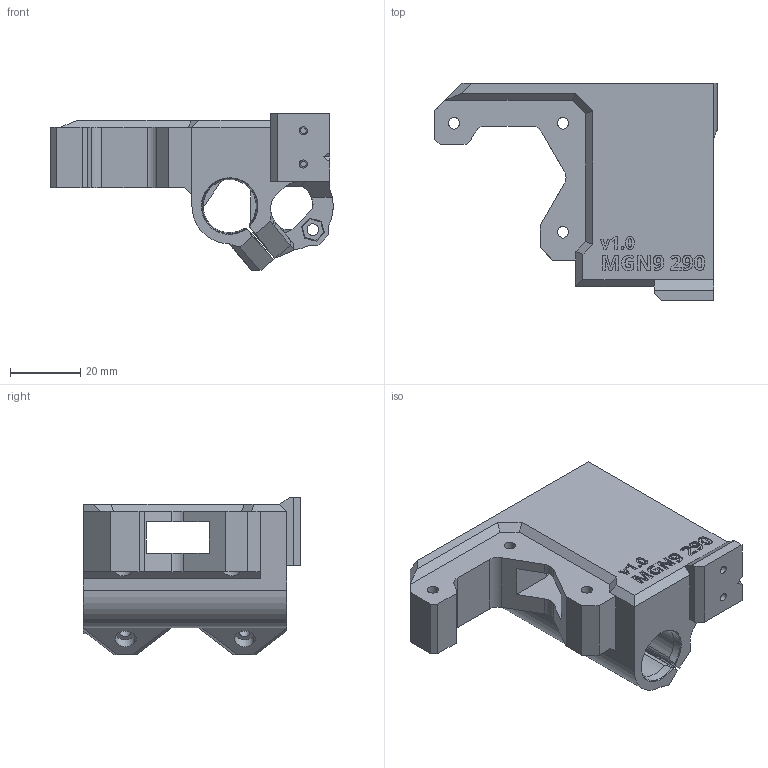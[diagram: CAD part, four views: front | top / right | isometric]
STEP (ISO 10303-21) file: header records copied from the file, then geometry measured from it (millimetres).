
FILE_DESCRIPTION(/* description */ ('STEP AP242','CAx-IF Rec.Pracs.---Representation and Presentation of Product Manufacturing Information (PMI)---4.0---2014-10-13','CAx-IF Rec.Pracs.---3D Tessellated Geometry---0.4---2014-09-14','2;1'),/* implementation_level */ '2;1');
FILE_NAME(/* name */ '62f9053c441e8e7e8468ea2c',/* time_stamp */ '2022-08-14T14:22:54+00:00',/* author */ (''),/* organization */ (''),/* preprocessor_version */ 'ST-DEVELOPER v18.102',/* originating_system */ ' ',/* authorisation */ ' ');
FILE_SCHEMA (('AP242_MANAGED_MODEL_BASED_3D_ENGINEERING_MIM_LF { 1 0 10303 442 1 1 4 }'));
Length unit declared in the file: metre
Products named in the file (1): X_end_motor
Bounding box: 80.47 x 62 x 44.96 mm (x, y, z)
Volume: 58229.3 mm3; surface area: 23528.1 mm2
Topology: 1 solids, 16 shells, 568 faces, 1506 edges, 991 vertices
Faces by surface type: plane 395, bspline 129, cylinder 35, cone 9
Full cylindrical faces by diameter (mm): 1.7 x2, 3.3 x3, 13.5 x1
Entity records: 17907 total; most frequent: CARTESIAN_POINT 4625, ORIENTED_EDGE 2990, DIRECTION 2216, EDGE_CURVE 1495, LINE 1112, VECTOR 1112, VERTEX_POINT 989, EDGE_LOOP 622
